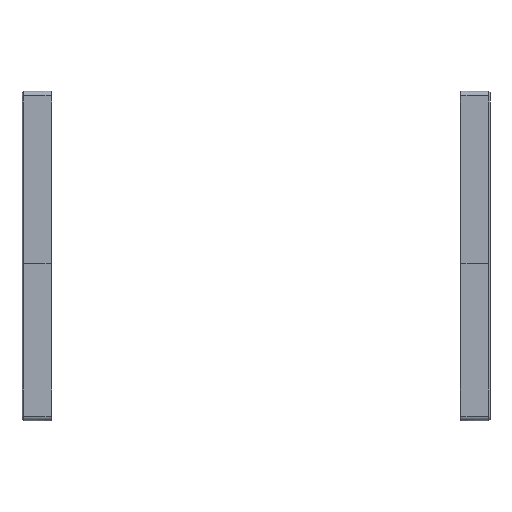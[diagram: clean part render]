
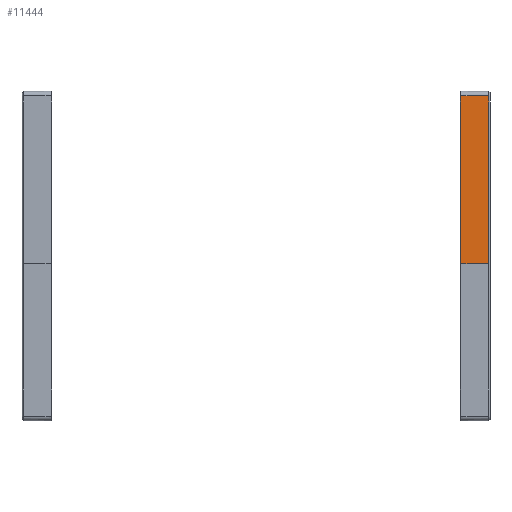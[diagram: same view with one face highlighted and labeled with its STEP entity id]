
A CAD part, front view. The second image highlights one B-rep face of the part: STEP entity #11444.
In plain terms, the highlighted face is planar.
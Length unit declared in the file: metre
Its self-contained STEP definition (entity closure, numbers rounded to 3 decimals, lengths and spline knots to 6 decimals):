
#357=PLANE('',#12263);
#1670=ORIENTED_EDGE('',*,*,#5100,.T.);
#1671=ORIENTED_EDGE('',*,*,#5101,.T.);
#1672=ORIENTED_EDGE('',*,*,#5102,.T.);
#1673=ORIENTED_EDGE('',*,*,#5103,.F.);
#5100=EDGE_CURVE('',#6824,#6825,#7842,.T.);
#5101=EDGE_CURVE('',#6825,#6826,#7843,.T.);
#5102=EDGE_CURVE('',#6826,#6827,#7844,.T.);
#5103=EDGE_CURVE('',#6824,#6827,#7845,.T.);
#6824=VERTEX_POINT('',#16239);
#6825=VERTEX_POINT('',#16240);
#6826=VERTEX_POINT('',#16242);
#6827=VERTEX_POINT('',#16244);
#7842=LINE('',#16238,#8867);
#7843=LINE('',#16241,#8868);
#7844=LINE('',#16243,#8869);
#7845=LINE('',#16245,#8870);
#8867=VECTOR('',#13285,1.);
#8868=VECTOR('',#13286,1.);
#8869=VECTOR('',#13287,1.);
#8870=VECTOR('',#13288,1.);
#9848=EDGE_LOOP('',(#1670,#1671,#1672,#1673));
#10613=FACE_BOUND('',#9848,.T.);
#11444=ADVANCED_FACE('',(#10613),#357,.T.);
#12263=AXIS2_PLACEMENT_3D('',#16237,#13283,#13284);
#13283=DIRECTION('',(-1.,0.,0.));
#13284=DIRECTION('',(0.,0.,-1.));
#13285=DIRECTION('',(0.,1.,0.));
#13286=DIRECTION('',(0.,0.,-1.));
#13287=DIRECTION('',(0.,-1.,0.));
#13288=DIRECTION('',(0.,0.,-1.));
#16237=CARTESIAN_POINT('',(0.1019,-0.0344,0.019));
#16238=CARTESIAN_POINT('',(0.1019,-0.0344,0.0186));
#16239=CARTESIAN_POINT('',(0.1019,-0.1363,0.0186));
#16240=CARTESIAN_POINT('',(0.1019,-0.0294,0.0186));
#16241=CARTESIAN_POINT('',(0.1019,-0.0294,0.019));
#16242=CARTESIAN_POINT('',(0.1019,-0.0294,0.0008));
#16243=CARTESIAN_POINT('',(0.1019,-0.1363,0.0008));
#16244=CARTESIAN_POINT('',(0.1019,-0.1363,0.0008));
#16245=CARTESIAN_POINT('',(0.1019,-0.1363,0.));
